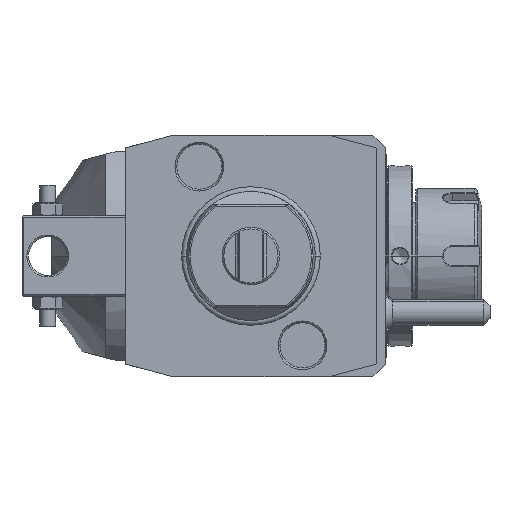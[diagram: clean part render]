
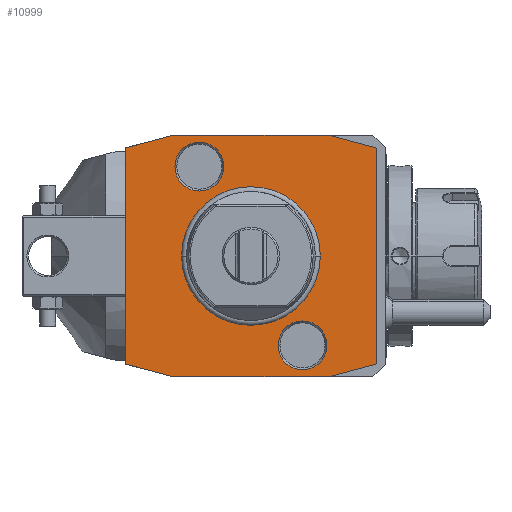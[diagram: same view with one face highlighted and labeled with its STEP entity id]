
A CAD part, front view. The second image highlights one B-rep face of the part: STEP entity #10999.
In plain terms, the highlighted planar face has unit normal (0, -1, 0).
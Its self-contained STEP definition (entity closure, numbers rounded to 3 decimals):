
#1=DIRECTION('',(0.966,0.,-0.259));
#2=VECTOR('',#1,15.529);
#3=CARTESIAN_POINT('',(-39.,0.,-33.481));
#4=LINE('',#3,#2);
#5=DIRECTION('',(0.,0.,-1.));
#6=VECTOR('',#5,66.962);
#7=CARTESIAN_POINT('',(-39.,0.,33.481));
#8=LINE('',#7,#6);
#9=DIRECTION('',(-0.966,0.,-0.259));
#10=VECTOR('',#9,15.529);
#11=CARTESIAN_POINT('',(-24.,0.,37.5));
#12=LINE('',#11,#10);
#13=DIRECTION('',(-1.,0.,0.));
#14=VECTOR('',#13,48.);
#15=CARTESIAN_POINT('',(24.,0.,37.5));
#16=LINE('',#15,#14);
#17=DIRECTION('',(-0.966,0.,0.259));
#18=VECTOR('',#17,15.529);
#19=CARTESIAN_POINT('',(39.,0.,33.481));
#20=LINE('',#19,#18);
#21=DIRECTION('',(0.,0.,1.));
#22=VECTOR('',#21,66.962);
#23=CARTESIAN_POINT('',(39.,0.,-33.481));
#24=LINE('',#23,#22);
#25=DIRECTION('',(0.966,0.,0.259));
#26=VECTOR('',#25,15.529);
#27=CARTESIAN_POINT('',(24.,0.,-37.5));
#28=LINE('',#27,#26);
#29=DIRECTION('',(1.,0.,0.));
#30=VECTOR('',#29,48.);
#31=CARTESIAN_POINT('',(-24.,0.,-37.5));
#32=LINE('',#31,#30);
#33=CARTESIAN_POINT('',(-16.,0.,27.713));
#34=DIRECTION('',(0.,1.,0.));
#35=DIRECTION('',(1.,0.,0.));
#36=AXIS2_PLACEMENT_3D('',#33,#34,#35);
#38=CARTESIAN_POINT('',(-16.,0.,27.713));
#39=DIRECTION('',(0.,1.,0.));
#40=DIRECTION('',(-1.,0.,0.));
#41=AXIS2_PLACEMENT_3D('',#38,#39,#40);
#43=CARTESIAN_POINT('',(16.,0.,-27.713));
#44=DIRECTION('',(0.,1.,0.));
#45=DIRECTION('',(1.,0.,0.));
#46=AXIS2_PLACEMENT_3D('',#43,#44,#45);
#48=CARTESIAN_POINT('',(16.,0.,-27.713));
#49=DIRECTION('',(0.,1.,0.));
#50=DIRECTION('',(-1.,0.,0.));
#51=AXIS2_PLACEMENT_3D('',#48,#49,#50);
#7319=CARTESIAN_POINT('',(0.,0.,0.));
#7320=DIRECTION('',(0.,-1.,0.));
#7321=DIRECTION('',(1.,0.,0.));
#7322=AXIS2_PLACEMENT_3D('',#7319,#7320,#7321);
#7324=CARTESIAN_POINT('',(0.,0.,0.));
#7325=DIRECTION('',(0.,-1.,0.));
#7326=DIRECTION('',(-1.,0.,0.));
#7327=AXIS2_PLACEMENT_3D('',#7324,#7325,#7326);
#9861=CARTESIAN_POINT('',(-8.423,0.,
27.713));
#9862=CARTESIAN_POINT('',(-23.577,0.,
27.713));
#9863=VERTEX_POINT('',#9861);
#9864=VERTEX_POINT('',#9862);
#9993=CARTESIAN_POINT('',(23.577,0.,
-27.713));
#9994=CARTESIAN_POINT('',(8.423,0.,
-27.713));
#9995=VERTEX_POINT('',#9993);
#9996=VERTEX_POINT('',#9994);
#10806=CARTESIAN_POINT('',(-39.,0.,-33.481));
#10807=CARTESIAN_POINT('',(-24.,0.,-37.5));
#10808=VERTEX_POINT('',#10806);
#10809=VERTEX_POINT('',#10807);
#10810=CARTESIAN_POINT('',(24.,0.,-37.5));
#10811=VERTEX_POINT('',#10810);
#10812=CARTESIAN_POINT('',(39.,0.,-33.481));
#10813=VERTEX_POINT('',#10812);
#10814=CARTESIAN_POINT('',(39.,0.,33.481));
#10815=VERTEX_POINT('',#10814);
#10816=CARTESIAN_POINT('',(24.,0.,37.5));
#10817=VERTEX_POINT('',#10816);
#10818=CARTESIAN_POINT('',(-24.,0.,37.5));
#10819=VERTEX_POINT('',#10818);
#10820=CARTESIAN_POINT('',(-39.,0.,33.481));
#10821=VERTEX_POINT('',#10820);
#10834=CARTESIAN_POINT('',(21.137,0.,0.));
#10835=CARTESIAN_POINT('',(-21.137,0.,0.));
#10836=VERTEX_POINT('',#10834);
#10837=VERTEX_POINT('',#10835);
#10958=CARTESIAN_POINT('',(0.,0.,0.));
#10959=DIRECTION('',(0.,-1.,0.));
#10960=DIRECTION('',(-1.,0.,0.));
#10961=AXIS2_PLACEMENT_3D('',#10958,#10959,#10960);
#10962=PLANE('',#10961);
#10964=ORIENTED_EDGE('',*,*,#10963,.F.);
#10966=ORIENTED_EDGE('',*,*,#10965,.F.);
#10968=ORIENTED_EDGE('',*,*,#10967,.F.);
#10970=ORIENTED_EDGE('',*,*,#10969,.F.);
#10972=ORIENTED_EDGE('',*,*,#10971,.F.);
#10974=ORIENTED_EDGE('',*,*,#10973,.F.);
#10976=ORIENTED_EDGE('',*,*,#10975,.F.);
#10978=ORIENTED_EDGE('',*,*,#10977,.F.);
#10979=EDGE_LOOP('',(#10964,#10966,#10968,#10970,#10972,#10974,#10976,#10978));
#10980=FACE_OUTER_BOUND('',#10979,.F.);
#10982=ORIENTED_EDGE('',*,*,#10981,.T.);
#10984=ORIENTED_EDGE('',*,*,#10983,.T.);
#10985=EDGE_LOOP('',(#10982,#10984));
#10986=FACE_BOUND('',#10985,.F.);
#10988=ORIENTED_EDGE('',*,*,#10987,.F.);
#10990=ORIENTED_EDGE('',*,*,#10989,.F.);
#10991=EDGE_LOOP('',(#10988,#10990));
#10992=FACE_BOUND('',#10991,.F.);
#10994=ORIENTED_EDGE('',*,*,#10993,.F.);
#10996=ORIENTED_EDGE('',*,*,#10995,.F.);
#10997=EDGE_LOOP('',(#10994,#10996));
#10998=FACE_BOUND('',#10997,.F.);
#37=CIRCLE('',#36,7.577);
#42=CIRCLE('',#41,7.577);
#47=CIRCLE('',#46,7.577);
#52=CIRCLE('',#51,7.577);
#7323=CIRCLE('',#7322,21.137);
#7328=CIRCLE('',#7327,21.137);
#10963=EDGE_CURVE('',#10808,#10809,#4,.T.);
#10965=EDGE_CURVE('',#10821,#10808,#8,.T.);
#10967=EDGE_CURVE('',#10819,#10821,#12,.T.);
#10969=EDGE_CURVE('',#10817,#10819,#16,.T.);
#10971=EDGE_CURVE('',#10815,#10817,#20,.T.);
#10973=EDGE_CURVE('',#10813,#10815,#24,.T.);
#10975=EDGE_CURVE('',#10811,#10813,#28,.T.);
#10977=EDGE_CURVE('',#10809,#10811,#32,.T.);
#10981=EDGE_CURVE('',#10836,#10837,#7323,.T.);
#10983=EDGE_CURVE('',#10837,#10836,#7328,.T.);
#10987=EDGE_CURVE('',#9863,#9864,#37,.T.);
#10989=EDGE_CURVE('',#9864,#9863,#42,.T.);
#10993=EDGE_CURVE('',#9995,#9996,#47,.T.);
#10995=EDGE_CURVE('',#9996,#9995,#52,.T.);
#10999=ADVANCED_FACE('',(#10980,#10986,#10992,#10998),#10962,.T.);
